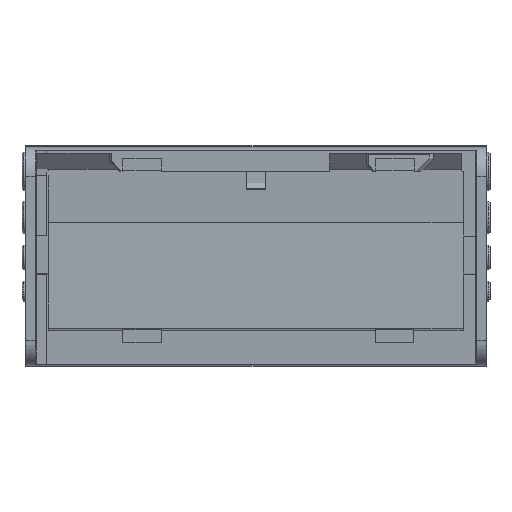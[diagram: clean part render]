
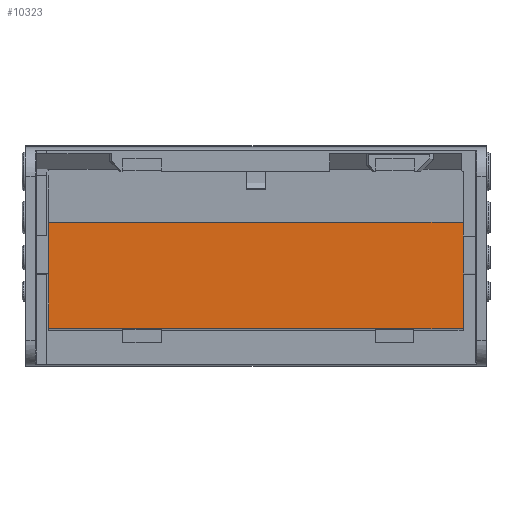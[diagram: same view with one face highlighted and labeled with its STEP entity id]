
A CAD part, top view. The second image highlights one B-rep face of the part: STEP entity #10323.
In plain terms, the highlighted planar face has unit normal (0, 0, 1).
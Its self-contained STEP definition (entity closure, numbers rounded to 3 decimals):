
#1247=FACE_OUTER_BOUND('',#1886,.T.);
#1886=EDGE_LOOP('',(#6840,#6841,#6842,#6843));
#2563=LINE('',#13092,#3367);
#2564=LINE('',#13094,#3368);
#2565=LINE('',#13096,#3369);
#2566=LINE('',#13097,#3370);
#3367=VECTOR('',#11459,10.);
#3368=VECTOR('',#11460,10.);
#3369=VECTOR('',#11461,10.);
#3370=VECTOR('',#11462,10.);
#4167=VERTEX_POINT('',#13090);
#4168=VERTEX_POINT('',#13091);
#4169=VERTEX_POINT('',#13093);
#4170=VERTEX_POINT('',#13095);
#5192=EDGE_CURVE('',#4167,#4168,#2563,.T.);
#5193=EDGE_CURVE('',#4169,#4167,#2564,.T.);
#5194=EDGE_CURVE('',#4170,#4169,#2565,.T.);
#5195=EDGE_CURVE('',#4168,#4170,#2566,.T.);
#6840=ORIENTED_EDGE('',*,*,#5192,.F.);
#6841=ORIENTED_EDGE('',*,*,#5193,.F.);
#6842=ORIENTED_EDGE('',*,*,#5194,.F.);
#6843=ORIENTED_EDGE('',*,*,#5195,.F.);
#10042=PLANE('',#10985);
#10323=ADVANCED_FACE('',(#1247),#10042,.T.);
#10985=AXIS2_PLACEMENT_3D('',#13089,#11457,#11458);
#11457=DIRECTION('center_axis',(0.,0.,1.));
#11458=DIRECTION('ref_axis',(0.,1.,0.));
#11459=DIRECTION('',(0.,1.,0.));
#11460=DIRECTION('',(-1.,0.,0.));
#11461=DIRECTION('',(0.,-1.,0.));
#11462=DIRECTION('',(1.,0.,0.));
#13089=CARTESIAN_POINT('Origin',(109.5,25.5,6.));
#13090=CARTESIAN_POINT('',(-1.,0.871,6.));
#13091=CARTESIAN_POINT('',(-1.,56.553,6.));
#13092=CARTESIAN_POINT('',(-1.,33.816,6.));
#13093=CARTESIAN_POINT('',(215.794,0.871,6.));
#13094=CARTESIAN_POINT('',(108.448,0.871,6.));
#13095=CARTESIAN_POINT('',(215.794,56.553,6.));
#13096=CARTESIAN_POINT('',(215.794,33.816,6.));
#13097=CARTESIAN_POINT('',(108.566,56.553,6.));
